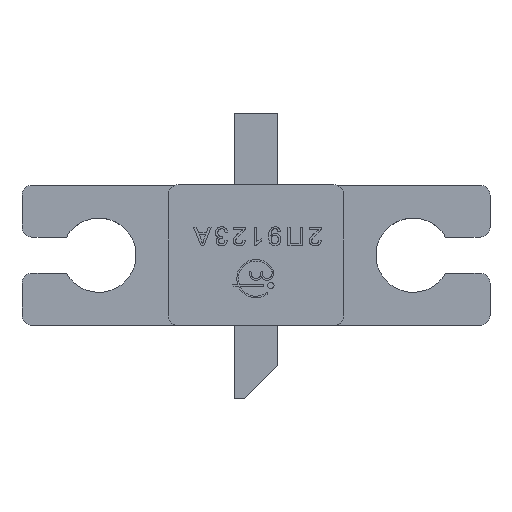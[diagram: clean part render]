
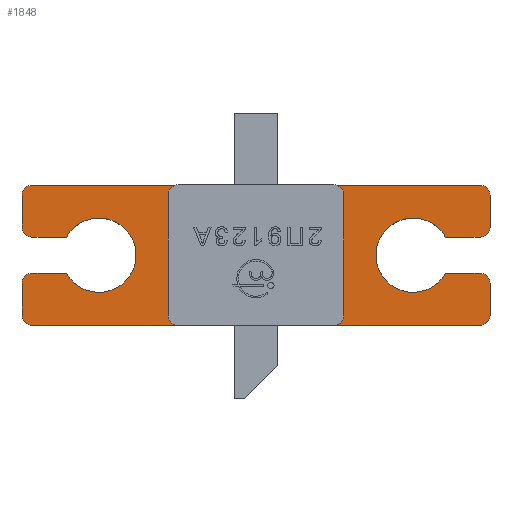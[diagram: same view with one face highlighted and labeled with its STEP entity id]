
A CAD part, top view. The second image highlights one B-rep face of the part: STEP entity #1848.
In plain terms, the highlighted planar face has unit normal (0, 0, 1).
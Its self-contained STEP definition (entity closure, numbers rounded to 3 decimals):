
#1848=ADVANCED_FACE('',(#3378,#3380),#3382,.T.);
#3378=FACE_BOUND('',#3379,.T.);
#3379=EDGE_LOOP('',(#4928,#4929,#4930,#4931,#4932,#4933,#4934,#4935,#4936,#4937,
#4938,#4939,#4940,#4941,#4942,#4943,#4944,#4945,#4946,#4947));
#3380=FACE_BOUND('',#3381,.T.);
#3381=EDGE_LOOP('',(#4948,#4949,#4950,#4951,#4952,#4953,#4954,#4955));
#3382=PLANE('',#3383);
#3383=AXIS2_PLACEMENT_3D('',#3384,#3385,#3386);
#3384=CARTESIAN_POINT('',(0.,0.,1.2));
#3385=DIRECTION('',(0.,0.,1.));
#3386=DIRECTION('',(-1.,0.,0.));
#4928=ORIENTED_EDGE('',*,*,#5610,.T.);
#4929=ORIENTED_EDGE('',*,*,#5611,.T.);
#4930=ORIENTED_EDGE('',*,*,#5612,.T.);
#4931=ORIENTED_EDGE('',*,*,#5613,.T.);
#4932=ORIENTED_EDGE('',*,*,#5614,.T.);
#4933=ORIENTED_EDGE('',*,*,#5615,.T.);
#4934=ORIENTED_EDGE('',*,*,#5616,.T.);
#4935=ORIENTED_EDGE('',*,*,#5617,.T.);
#4936=ORIENTED_EDGE('',*,*,#5618,.T.);
#4937=ORIENTED_EDGE('',*,*,#5619,.T.);
#4938=ORIENTED_EDGE('',*,*,#5620,.T.);
#4939=ORIENTED_EDGE('',*,*,#5621,.T.);
#4940=ORIENTED_EDGE('',*,*,#5622,.T.);
#4941=ORIENTED_EDGE('',*,*,#5623,.T.);
#4942=ORIENTED_EDGE('',*,*,#5624,.T.);
#4943=ORIENTED_EDGE('',*,*,#5625,.T.);
#4944=ORIENTED_EDGE('',*,*,#5626,.T.);
#4945=ORIENTED_EDGE('',*,*,#5627,.T.);
#4946=ORIENTED_EDGE('',*,*,#5628,.T.);
#4947=ORIENTED_EDGE('',*,*,#5629,.T.);
#4948=ORIENTED_EDGE('',*,*,#5596,.F.);
#4949=ORIENTED_EDGE('',*,*,#5594,.F.);
#4950=ORIENTED_EDGE('',*,*,#5608,.F.);
#4951=ORIENTED_EDGE('',*,*,#5606,.F.);
#4952=ORIENTED_EDGE('',*,*,#5604,.F.);
#4953=ORIENTED_EDGE('',*,*,#5602,.F.);
#4954=ORIENTED_EDGE('',*,*,#5600,.F.);
#4955=ORIENTED_EDGE('',*,*,#5598,.F.);
#5594=EDGE_CURVE('',#6569,#6571,#6572,.T.);
#5596=EDGE_CURVE('',#6571,#6574,#6575,.T.);
#5598=EDGE_CURVE('',#6574,#6577,#6578,.T.);
#5600=EDGE_CURVE('',#6577,#6580,#6581,.T.);
#5602=EDGE_CURVE('',#6580,#6583,#6584,.T.);
#5604=EDGE_CURVE('',#6583,#6586,#6587,.T.);
#5606=EDGE_CURVE('',#6586,#6589,#6590,.T.);
#5608=EDGE_CURVE('',#6589,#6569,#6592,.T.);
#5610=EDGE_CURVE('',#6594,#6595,#6596,.T.);
#5611=EDGE_CURVE('',#6595,#6597,#6598,.T.);
#5612=EDGE_CURVE('',#6597,#6599,#6600,.T.);
#5613=EDGE_CURVE('',#6599,#6601,#6602,.T.);
#5614=EDGE_CURVE('',#6601,#6603,#6604,.T.);
#5615=EDGE_CURVE('',#6603,#6605,#6606,.T.);
#5616=EDGE_CURVE('',#6605,#6607,#6608,.T.);
#5617=EDGE_CURVE('',#6607,#6609,#6610,.T.);
#5618=EDGE_CURVE('',#6609,#6611,#6612,.T.);
#5619=EDGE_CURVE('',#6611,#6613,#6614,.T.);
#5620=EDGE_CURVE('',#6613,#6615,#6616,.T.);
#5621=EDGE_CURVE('',#6615,#6617,#6618,.T.);
#5622=EDGE_CURVE('',#6617,#6619,#6620,.T.);
#5623=EDGE_CURVE('',#6619,#6621,#6622,.T.);
#5624=EDGE_CURVE('',#6621,#6623,#6624,.T.);
#5625=EDGE_CURVE('',#6623,#6625,#6626,.T.);
#5626=EDGE_CURVE('',#6625,#6627,#6628,.T.);
#5627=EDGE_CURVE('',#6627,#6629,#6630,.T.);
#5628=EDGE_CURVE('',#6629,#6631,#6632,.T.);
#5629=EDGE_CURVE('',#6631,#6594,#6633,.T.);
#6569=VERTEX_POINT('',#8709);
#6571=VERTEX_POINT('',#8713);
#6572=CIRCLE('',#8714,0.3);
#6574=VERTEX_POINT('',#8721);
#6575=LINE('',#8722,#8723);
#6577=VERTEX_POINT('',#8728);
#6578=CIRCLE('',#8729,0.3);
#6580=VERTEX_POINT('',#8736);
#6581=LINE('',#8737,#8738);
#6583=VERTEX_POINT('',#8743);
#6584=CIRCLE('',#8744,0.3);
#6586=VERTEX_POINT('',#8751);
#6587=LINE('',#8752,#8753);
#6589=VERTEX_POINT('',#8758);
#6590=CIRCLE('',#8759,0.3);
#6592=LINE('',#8766,#8767);
#6594=VERTEX_POINT('',#8772);
#6595=VERTEX_POINT('',#8773);
#6596=LINE('',#8774,#8775);
#6597=VERTEX_POINT('',#8777);
#6598=CIRCLE('',#8778,0.3);
#6599=VERTEX_POINT('',#8782);
#6600=LINE('',#8783,#8784);
#6601=VERTEX_POINT('',#8786);
#6602=CIRCLE('',#8787,0.3);
#6603=VERTEX_POINT('',#8791);
#6604=LINE('',#8792,#8793);
#6605=VERTEX_POINT('',#8795);
#6606=CIRCLE('',#8796,0.3);
#6607=VERTEX_POINT('',#8800);
#6608=LINE('',#8801,#8802);
#6609=VERTEX_POINT('',#8804);
#6610=CIRCLE('',#8805,1.125);
#6611=VERTEX_POINT('',#8809);
#6612=LINE('',#8810,#8811);
#6613=VERTEX_POINT('',#8813);
#6614=CIRCLE('',#8814,0.3);
#6615=VERTEX_POINT('',#8818);
#6616=LINE('',#8819,#8820);
#6617=VERTEX_POINT('',#8822);
#6618=CIRCLE('',#8823,0.3);
#6619=VERTEX_POINT('',#8827);
#6620=LINE('',#8828,#8829);
#6621=VERTEX_POINT('',#8831);
#6622=CIRCLE('',#8832,0.3);
#6623=VERTEX_POINT('',#8836);
#6624=LINE('',#8837,#8838);
#6625=VERTEX_POINT('',#8840);
#6626=CIRCLE('',#8841,0.3);
#6627=VERTEX_POINT('',#8845);
#6628=LINE('',#8846,#8847);
#6629=VERTEX_POINT('',#8849);
#6630=CIRCLE('',#8850,1.125);
#6631=VERTEX_POINT('',#8854);
#6632=LINE('',#8855,#8856);
#6633=CIRCLE('',#8858,0.3);
#8709=CARTESIAN_POINT('',(-2.65,-1.8,1.2));
#8713=CARTESIAN_POINT('',(-2.35,-2.1,1.2));
#8714=AXIS2_PLACEMENT_3D('',#8715,#8716,#8717);
#8715=CARTESIAN_POINT('',(-2.35,-1.8,1.2));
#8716=DIRECTION('',(0.,0.,1.));
#8717=DIRECTION('',(-1.,0.,0.));
#8721=CARTESIAN_POINT('',(2.35,-2.1,1.2));
#8722=CARTESIAN_POINT('',(-2.35,-2.1,1.2));
#8723=VECTOR('',#8724,1.);
#8724=DIRECTION('',(1.,0.,0.));
#8728=CARTESIAN_POINT('',(2.65,-1.8,1.2));
#8729=AXIS2_PLACEMENT_3D('',#8730,#8731,#8732);
#8730=CARTESIAN_POINT('',(2.35,-1.8,1.2));
#8731=DIRECTION('',(0.,0.,1.));
#8732=DIRECTION('',(0.,-1.,0.));
#8736=CARTESIAN_POINT('',(2.65,1.8,1.2));
#8737=CARTESIAN_POINT('',(2.65,-1.8,1.2));
#8738=VECTOR('',#8739,1.);
#8739=DIRECTION('',(0.,1.,0.));
#8743=CARTESIAN_POINT('',(2.35,2.1,1.2));
#8744=AXIS2_PLACEMENT_3D('',#8745,#8746,#8747);
#8745=CARTESIAN_POINT('',(2.35,1.8,1.2));
#8746=DIRECTION('',(0.,0.,1.));
#8747=DIRECTION('',(1.,0.,0.));
#8751=CARTESIAN_POINT('',(-2.35,2.1,1.2));
#8752=CARTESIAN_POINT('',(2.35,2.1,1.2));
#8753=VECTOR('',#8754,1.);
#8754=DIRECTION('',(-1.,0.,0.));
#8758=CARTESIAN_POINT('',(-2.65,1.8,1.2));
#8759=AXIS2_PLACEMENT_3D('',#8760,#8761,#8762);
#8760=CARTESIAN_POINT('',(-2.35,1.8,1.2));
#8761=DIRECTION('',(0.,0.,1.));
#8762=DIRECTION('',(0.,1.,0.));
#8766=CARTESIAN_POINT('',(-2.65,1.8,1.2));
#8767=VECTOR('',#8768,1.);
#8768=DIRECTION('',(0.,-1.,0.));
#8772=CARTESIAN_POINT('',(-7.075,-0.85,1.2));
#8773=CARTESIAN_POINT('',(-7.075,-1.815,1.2));
#8774=CARTESIAN_POINT('',(-7.075,-0.85,1.2));
#8775=VECTOR('',#8776,1.);
#8776=DIRECTION('',(0.,-1.,0.));
#8777=CARTESIAN_POINT('',(-6.775,-2.115,1.2));
#8778=AXIS2_PLACEMENT_3D('',#8779,#8780,#8781);
#8779=CARTESIAN_POINT('',(-6.775,-1.815,1.2));
#8780=DIRECTION('',(0.,0.,1.));
#8781=DIRECTION('',(-1.,0.,0.));
#8782=CARTESIAN_POINT('',(6.775,-2.115,1.2));
#8783=CARTESIAN_POINT('',(-6.775,-2.115,1.2));
#8784=VECTOR('',#8785,1.);
#8785=DIRECTION('',(1.,0.,0.));
#8786=CARTESIAN_POINT('',(7.075,-1.815,1.2));
#8787=AXIS2_PLACEMENT_3D('',#8788,#8789,#8790);
#8788=CARTESIAN_POINT('',(6.775,-1.815,1.2));
#8789=DIRECTION('',(0.,0.,1.));
#8790=DIRECTION('',(0.,-1.,0.));
#8791=CARTESIAN_POINT('',(7.075,-0.85,1.2));
#8792=CARTESIAN_POINT('',(7.075,-1.815,1.2));
#8793=VECTOR('',#8794,1.);
#8794=DIRECTION('',(0.,1.,0.));
#8795=CARTESIAN_POINT('',(6.775,-0.55,1.2));
#8796=AXIS2_PLACEMENT_3D('',#8797,#8798,#8799);
#8797=CARTESIAN_POINT('',(6.775,-0.85,1.2));
#8798=DIRECTION('',(0.,0.,1.));
#8799=DIRECTION('',(1.,0.,0.));
#8800=CARTESIAN_POINT('',(5.731,-0.55,1.2));
#8801=CARTESIAN_POINT('',(6.775,-0.55,1.2));
#8802=VECTOR('',#8803,1.);
#8803=DIRECTION('',(-1.,0.,0.));
#8804=CARTESIAN_POINT('',(5.731,0.55,1.2));
#8805=AXIS2_PLACEMENT_3D('',#8806,#8807,#8808);
#8806=CARTESIAN_POINT('',(4.75,0.,1.2));
#8807=DIRECTION('',(0.,0.,-1.));
#8808=DIRECTION('',(0.872,-0.489,0.));
#8809=CARTESIAN_POINT('',(6.775,0.55,1.2));
#8810=CARTESIAN_POINT('',(5.731,0.55,1.2));
#8811=VECTOR('',#8812,1.);
#8812=DIRECTION('',(1.,0.,0.));
#8813=CARTESIAN_POINT('',(7.075,0.85,1.2));
#8814=AXIS2_PLACEMENT_3D('',#8815,#8816,#8817);
#8815=CARTESIAN_POINT('',(6.775,0.85,1.2));
#8816=DIRECTION('',(0.,0.,1.));
#8817=DIRECTION('',(0.,-1.,0.));
#8818=CARTESIAN_POINT('',(7.075,1.815,1.2));
#8819=CARTESIAN_POINT('',(7.075,0.85,1.2));
#8820=VECTOR('',#8821,1.);
#8821=DIRECTION('',(0.,1.,0.));
#8822=CARTESIAN_POINT('',(6.775,2.115,1.2));
#8823=AXIS2_PLACEMENT_3D('',#8824,#8825,#8826);
#8824=CARTESIAN_POINT('',(6.775,1.815,1.2));
#8825=DIRECTION('',(0.,0.,1.));
#8826=DIRECTION('',(1.,0.,0.));
#8827=CARTESIAN_POINT('',(-6.775,2.115,1.2));
#8828=CARTESIAN_POINT('',(6.775,2.115,1.2));
#8829=VECTOR('',#8830,1.);
#8830=DIRECTION('',(-1.,0.,0.));
#8831=CARTESIAN_POINT('',(-7.075,1.815,1.2));
#8832=AXIS2_PLACEMENT_3D('',#8833,#8834,#8835);
#8833=CARTESIAN_POINT('',(-6.775,1.815,1.2));
#8834=DIRECTION('',(0.,0.,1.));
#8835=DIRECTION('',(0.,1.,0.));
#8836=CARTESIAN_POINT('',(-7.075,0.85,1.2));
#8837=CARTESIAN_POINT('',(-7.075,1.815,1.2));
#8838=VECTOR('',#8839,1.);
#8839=DIRECTION('',(0.,-1.,0.));
#8840=CARTESIAN_POINT('',(-6.775,0.55,1.2));
#8841=AXIS2_PLACEMENT_3D('',#8842,#8843,#8844);
#8842=CARTESIAN_POINT('',(-6.775,0.85,1.2));
#8843=DIRECTION('',(0.,0.,1.));
#8844=DIRECTION('',(-1.,0.,0.));
#8845=CARTESIAN_POINT('',(-5.731,0.55,1.2));
#8846=CARTESIAN_POINT('',(-6.775,0.55,1.2));
#8847=VECTOR('',#8848,1.);
#8848=DIRECTION('',(1.,0.,0.));
#8849=CARTESIAN_POINT('',(-5.731,-0.55,1.2));
#8850=AXIS2_PLACEMENT_3D('',#8851,#8852,#8853);
#8851=CARTESIAN_POINT('',(-4.75,0.,1.2));
#8852=DIRECTION('',(0.,0.,-1.));
#8853=DIRECTION('',(-0.872,0.489,0.));
#8854=CARTESIAN_POINT('',(-6.775,-0.55,1.2));
#8855=CARTESIAN_POINT('',(-5.731,-0.55,1.2));
#8856=VECTOR('',#8857,1.);
#8857=DIRECTION('',(-1.,0.,0.));
#8858=AXIS2_PLACEMENT_3D('',#8859,#8860,#8861);
#8859=CARTESIAN_POINT('',(-6.775,-0.85,1.2));
#8860=DIRECTION('',(0.,0.,1.));
#8861=DIRECTION('',(0.,1.,0.));
